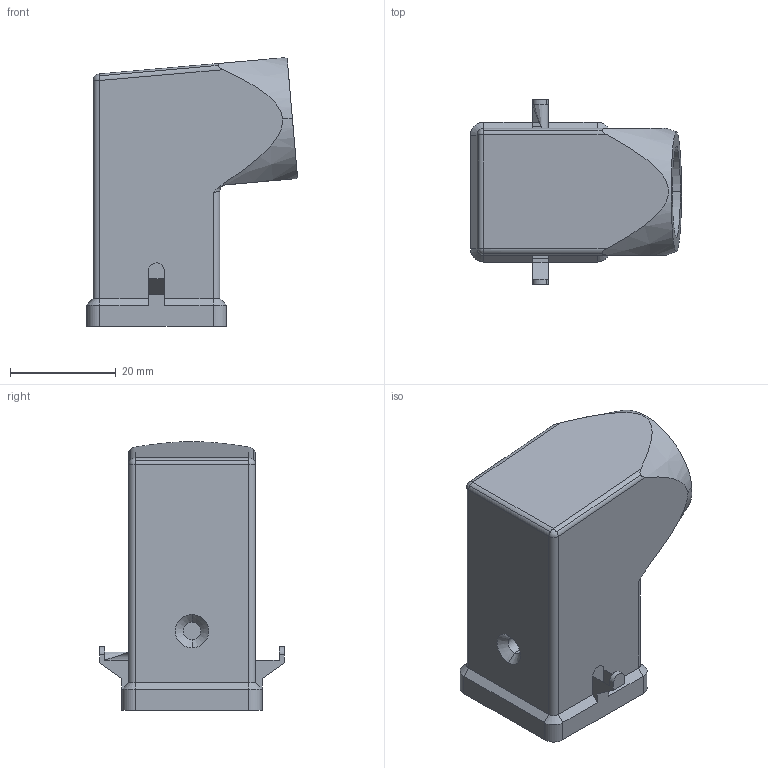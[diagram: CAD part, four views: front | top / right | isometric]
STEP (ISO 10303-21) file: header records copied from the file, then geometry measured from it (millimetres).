
FILE_DESCRIPTION((''),'2;1');
FILE_NAME('CK 03 VAS.stp','2006-12-07T10:26:38',('gembarski'),(''),'Autodesk Inventor 7','Autodesk Inventor 7','');
FILE_SCHEMA(('AUTOMOTIVE_DESIGN { 1 0 10303 214 1 1 1 1 }'));
Length unit declared in the file: millimetre
Products named in the file (1): CK-MK Tüllengehäuse Größe 21_21 Kunststoff VAS
Bounding box: 39.96 x 35 x 50.84 mm (x, y, z)
Volume: 10797.9 mm3; surface area: 11719.7 mm2
Topology: 1 solids, 1 shells, 148 faces, 385 edges, 248 vertices
Faces by surface type: plane 76, cylinder 52, cone 9, bspline 9, sphere 2
Entity records: 4764 total; most frequent: CARTESIAN_POINT 1073, ORIENTED_EDGE 770, DIRECTION 761, EDGE_CURVE 385, AXIS2_PLACEMENT_3D 254, VECTOR 253, LINE 253, VERTEX_POINT 248
